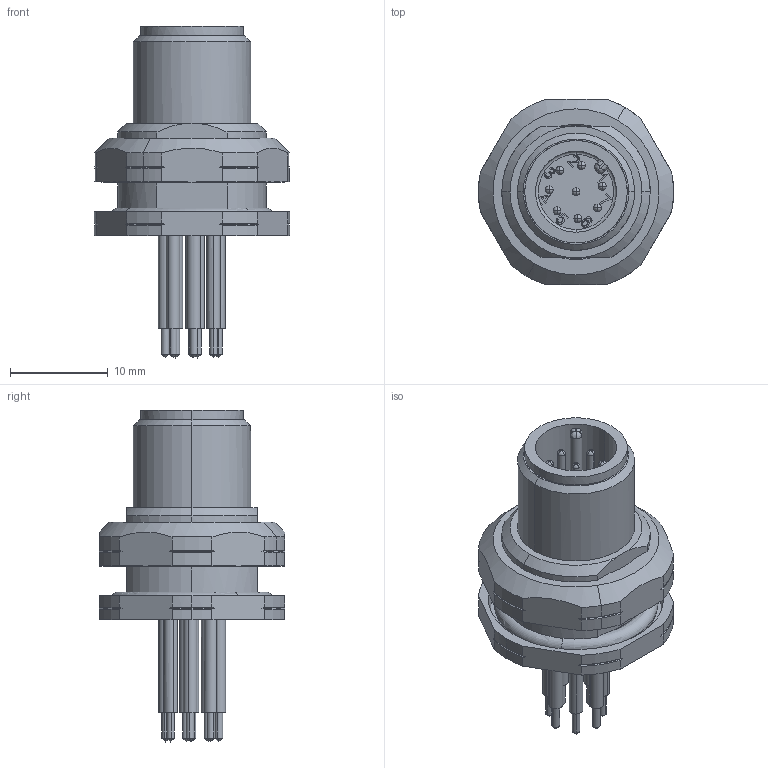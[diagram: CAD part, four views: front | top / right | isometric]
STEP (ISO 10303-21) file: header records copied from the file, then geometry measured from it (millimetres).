
FILE_DESCRIPTION(('CATIA V5R24 STEP','CAx-IF Rec.Pracs.--- Model Styling and Organization---1.2---2011-12-15'),'2;1');
FILE_NAME ('D1461791_0_2422250000_2422250000.stp','2017-05-11T05:29:21+00:00',('none'),('Weidmueller'),'CATIA Version 5-6 Release 2014 SP4 HF52','CATIA V5 STEP AP214','none');
FILE_SCHEMA(('AUTOMOTIVE_DESIGN { 1 0 10303 214 1 1 1 1 }'));
Length unit declared in the file: millimetre
Products named in the file (1): v5-standard_part
Bounding box: 20 x 19 x 34 mm (x, y, z)
Volume: 3078.1 mm3; surface area: 4166.6 mm2
Topology: 1 solids, 2 shells, 446 faces, 1262 edges, 814 vertices
Faces by surface type: cylinder 137, plane 112, bspline 78, cone 72, sphere 32, torus 15
Entity records: 16156 total; most frequent: CARTESIAN_POINT 5555, ORIENTED_EDGE 2428, DIRECTION 1452, EDGE_CURVE 1214, VERTEX_POINT 814, AXIS2_PLACEMENT_3D 683, B_SPLINE_CURVE_WITH_KNOTS 499, EDGE_LOOP 494
